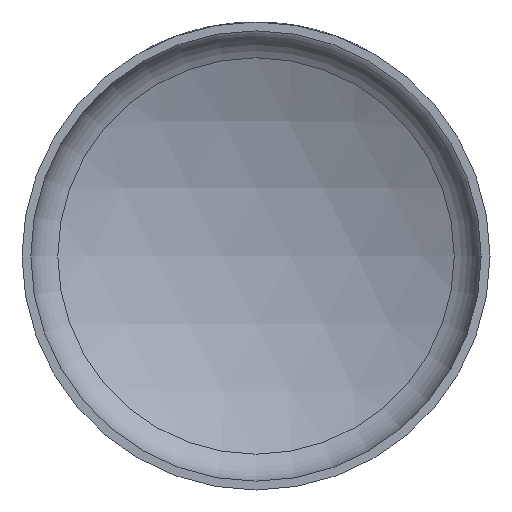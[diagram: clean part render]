
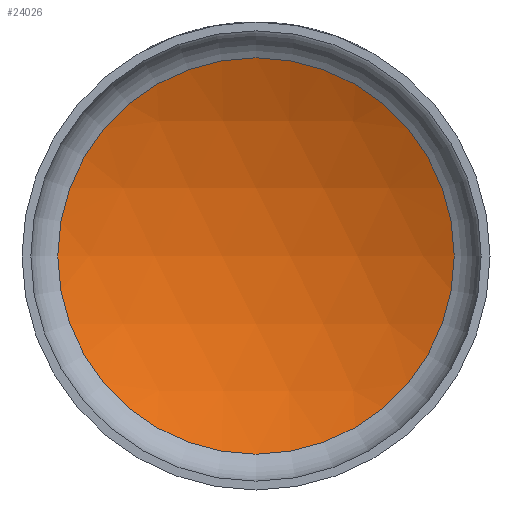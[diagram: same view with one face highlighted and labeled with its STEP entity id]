
A CAD part, front view. The second image highlights one B-rep face of the part: STEP entity #24026.
In plain terms, the highlighted spherical face has radius 159 mm.
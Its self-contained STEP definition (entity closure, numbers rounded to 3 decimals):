
#950 = DIRECTION ( 'NONE',  ( 0., 0., 1. ) ) ;
#3070 = DIRECTION ( 'NONE',  ( 1., 0., 0. ) ) ;
#6940 = CIRCLE ( 'NONE', #12335, 67.333 ) ;
#10169 = VERTEX_POINT ( 'NONE', #10231 ) ;
#10231 = CARTESIAN_POINT ( 'NONE',  ( 0., 25.404, -67.333 ) ) ;
#11749 = AXIS2_PLACEMENT_3D ( 'NONE', #21103, #950, #3070 ) ;
#12335 = AXIS2_PLACEMENT_3D ( 'NONE', #24300, #12481, #20395 ) ;
#12481 = DIRECTION ( 'NONE',  ( 0., -1., 0. ) ) ;
#13107 = EDGE_LOOP ( 'NONE', ( #23331 ) ) ;
#13380 = EDGE_CURVE ( 'NONE', #10169, #10169, #6940, .T. ) ;
#19043 = SPHERICAL_SURFACE ( 'NONE', #11749, 159. ) ;
#20395 = DIRECTION ( 'NONE',  ( 0., 0., -1. ) ) ;
#21103 = CARTESIAN_POINT ( 'NONE',  ( 0., -118.635, 0. ) ) ;
#23331 = ORIENTED_EDGE ( 'NONE', *, *, #13380, .T. ) ;
#24026 = ADVANCED_FACE ( 'NONE', ( #24126 ), #19043, .F. ) ;
#24126 = FACE_OUTER_BOUND ( 'NONE', #13107, .T. ) ;
#24300 = CARTESIAN_POINT ( 'NONE',  ( 0., 25.404, 0. ) ) ;
